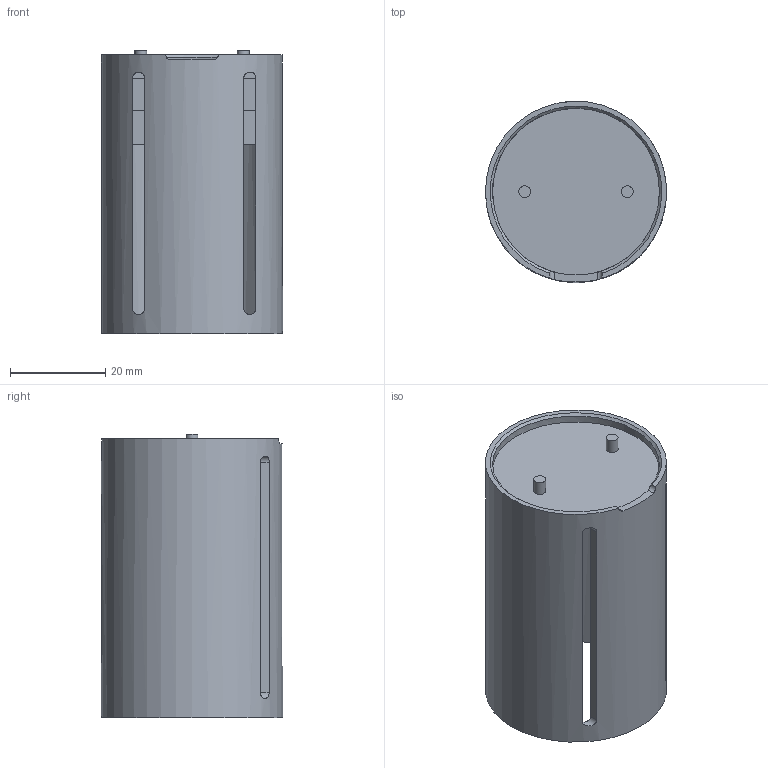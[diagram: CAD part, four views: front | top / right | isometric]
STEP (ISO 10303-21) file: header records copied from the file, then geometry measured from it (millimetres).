
FILE_DESCRIPTION(/* description */ (''),/* implementation_level */ '2;1');
FILE_NAME(/* name */ 'Shellv2.step',/* time_stamp */ '2025-07-06T23:06:57+02:00',/* author */ (''),/* organization */ (''),/* preprocessor_version */ 'ST-DEVELOPER v20.1',/* originating_system */ 'Autodesk Translation Framework v14.10.0.0',/* authorisation */ '');
FILE_SCHEMA (('AUTOMOTIVE_DESIGN { 1 0 10303 214 3 1 1 }'));
Length unit declared in the file: millimetre
Products named in the file (1): Shell
Bounding box: 38 x 38 x 59.5 mm (x, y, z)
Volume: 13465.1 mm3; surface area: 18020.9 mm2
Topology: 1 solids, 1 shells, 62 faces, 168 edges, 112 vertices
Faces by surface type: plane 42, cylinder 19, cone 1
Full cylindrical faces by diameter (mm): 2.5 x2, 4.7 x1, 35 x2, 38 x1
Entity records: 2275 total; most frequent: CARTESIAN_POINT 664, ORIENTED_EDGE 336, DIRECTION 313, EDGE_CURVE 168, VERTEX_POINT 112, LINE 105, VECTOR 105, AXIS2_PLACEMENT_3D 104
